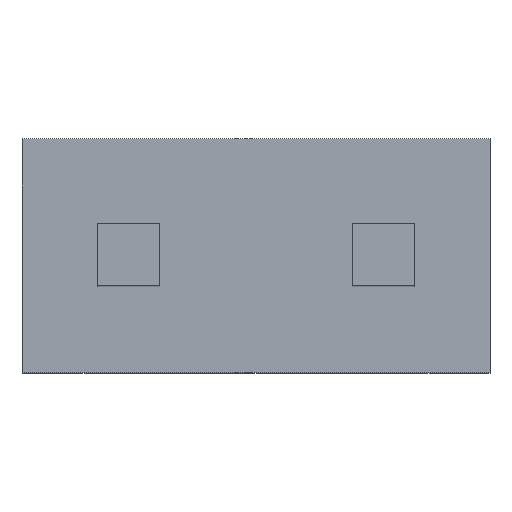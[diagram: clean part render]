
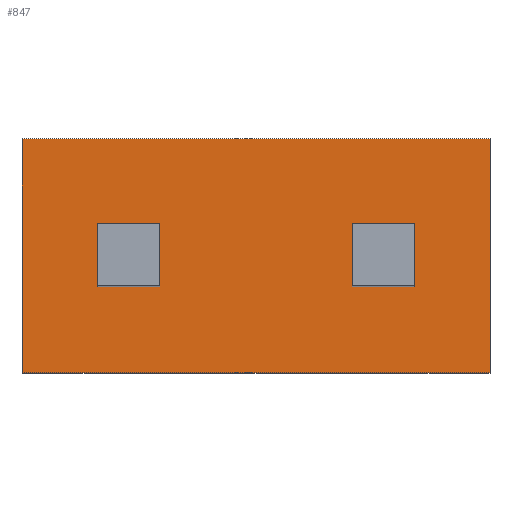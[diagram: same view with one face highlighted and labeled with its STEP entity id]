
A CAD part, top view. The second image highlights one B-rep face of the part: STEP entity #847.
In plain terms, the highlighted planar face has unit normal (0, 0, 1).
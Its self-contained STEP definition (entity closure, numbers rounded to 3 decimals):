
#146=DIRECTION('',(-1.,0.,0.));
#147=VECTOR('',#146,4.674);
#148=CARTESIAN_POINT('',(2.337,1.168,0.));
#149=LINE('',#148,#147);
#266=DIRECTION('',(-1.,0.,0.));
#267=VECTOR('',#266,4.674);
#268=CARTESIAN_POINT('',(2.337,-1.168,0.));
#269=LINE('',#268,#267);
#322=DIRECTION('',(0.,-1.,0.));
#323=VECTOR('',#322,2.337);
#324=CARTESIAN_POINT('',(2.337,1.168,0.));
#325=LINE('',#324,#323);
#326=DIRECTION('',(-1.,0.,0.));
#327=VECTOR('',#326,0.622);
#328=CARTESIAN_POINT('',(-0.959,-0.311,0.));
#329=LINE('',#328,#327);
#330=DIRECTION('',(0.,1.,0.));
#331=VECTOR('',#330,0.622);
#332=CARTESIAN_POINT('',(-0.959,-0.311,0.));
#333=LINE('',#332,#331);
#334=DIRECTION('',(-1.,0.,0.));
#335=VECTOR('',#334,0.622);
#336=CARTESIAN_POINT('',(-0.959,0.311,0.));
#337=LINE('',#336,#335);
#338=DIRECTION('',(0.,1.,0.));
#339=VECTOR('',#338,0.622);
#340=CARTESIAN_POINT('',(-1.581,-0.311,0.));
#341=LINE('',#340,#339);
#342=DIRECTION('',(-1.,0.,0.));
#343=VECTOR('',#342,0.622);
#344=CARTESIAN_POINT('',(1.581,-0.311,0.));
#345=LINE('',#344,#343);
#346=DIRECTION('',(0.,1.,0.));
#347=VECTOR('',#346,0.622);
#348=CARTESIAN_POINT('',(1.581,-0.311,0.));
#349=LINE('',#348,#347);
#350=DIRECTION('',(-1.,0.,0.));
#351=VECTOR('',#350,0.622);
#352=CARTESIAN_POINT('',(1.581,0.311,0.));
#353=LINE('',#352,#351);
#354=DIRECTION('',(0.,1.,0.));
#355=VECTOR('',#354,0.622);
#356=CARTESIAN_POINT('',(0.959,-0.311,0.));
#357=LINE('',#356,#355);
#362=DIRECTION('',(0.,-1.,0.));
#363=VECTOR('',#362,2.337);
#364=CARTESIAN_POINT('',(-2.337,1.168,0.));
#365=LINE('',#364,#363);
#470=CARTESIAN_POINT('',(-2.337,1.168,0.));
#472=VERTEX_POINT('',#470);
#475=CARTESIAN_POINT('',(2.337,1.168,0.));
#477=VERTEX_POINT('',#475);
#478=CARTESIAN_POINT('',(-2.337,-1.168,0.));
#480=VERTEX_POINT('',#478);
#483=CARTESIAN_POINT('',(2.337,-1.168,0.));
#485=VERTEX_POINT('',#483);
#486=CARTESIAN_POINT('',(-0.959,-0.311,0.));
#487=CARTESIAN_POINT('',(-1.581,-0.311,0.));
#488=VERTEX_POINT('',#486);
#489=VERTEX_POINT('',#487);
#490=CARTESIAN_POINT('',(-0.959,0.311,0.));
#491=CARTESIAN_POINT('',(-1.581,0.311,0.));
#492=VERTEX_POINT('',#490);
#493=VERTEX_POINT('',#491);
#566=CARTESIAN_POINT('',(0.959,-0.311,0.));
#567=VERTEX_POINT('',#566);
#568=CARTESIAN_POINT('',(1.581,-0.311,0.));
#569=VERTEX_POINT('',#568);
#574=CARTESIAN_POINT('',(0.959,0.311,0.));
#575=VERTEX_POINT('',#574);
#576=CARTESIAN_POINT('',(1.581,0.311,0.));
#577=VERTEX_POINT('',#576);
#815=CARTESIAN_POINT('',(2.337,1.168,0.));
#816=DIRECTION('',(0.,0.,1.));
#817=DIRECTION('',(-1.,0.,0.));
#818=AXIS2_PLACEMENT_3D('',#815,#816,#817);
#819=PLANE('',#818);
#820=ORIENTED_EDGE('',*,*,#593,.F.);
#822=ORIENTED_EDGE('',*,*,#821,.T.);
#823=ORIENTED_EDGE('',*,*,#741,.T.);
#825=ORIENTED_EDGE('',*,*,#824,.F.);
#826=EDGE_LOOP('',(#820,#822,#823,#825));
#827=FACE_OUTER_BOUND('',#826,.F.);
#828=ORIENTED_EDGE('',*,*,#789,.F.);
#830=ORIENTED_EDGE('',*,*,#829,.T.);
#832=ORIENTED_EDGE('',*,*,#831,.T.);
#834=ORIENTED_EDGE('',*,*,#833,.F.);
#835=EDGE_LOOP('',(#828,#830,#832,#834));
#836=FACE_BOUND('',#835,.F.);
#838=ORIENTED_EDGE('',*,*,#837,.F.);
#840=ORIENTED_EDGE('',*,*,#839,.T.);
#842=ORIENTED_EDGE('',*,*,#841,.T.);
#844=ORIENTED_EDGE('',*,*,#843,.F.);
#845=EDGE_LOOP('',(#838,#840,#842,#844));
#846=FACE_BOUND('',#845,.F.);
#593=EDGE_CURVE('',#477,#472,#149,.T.);
#741=EDGE_CURVE('',#485,#480,#269,.T.);
#789=EDGE_CURVE('',#488,#489,#329,.T.);
#821=EDGE_CURVE('',#477,#485,#325,.T.);
#824=EDGE_CURVE('',#472,#480,#365,.T.);
#829=EDGE_CURVE('',#488,#492,#333,.T.);
#831=EDGE_CURVE('',#492,#493,#337,.T.);
#833=EDGE_CURVE('',#489,#493,#341,.T.);
#837=EDGE_CURVE('',#569,#567,#345,.T.);
#839=EDGE_CURVE('',#569,#577,#349,.T.);
#841=EDGE_CURVE('',#577,#575,#353,.T.);
#843=EDGE_CURVE('',#567,#575,#357,.T.);
#847=ADVANCED_FACE('',(#827,#836,#846),#819,.T.);
